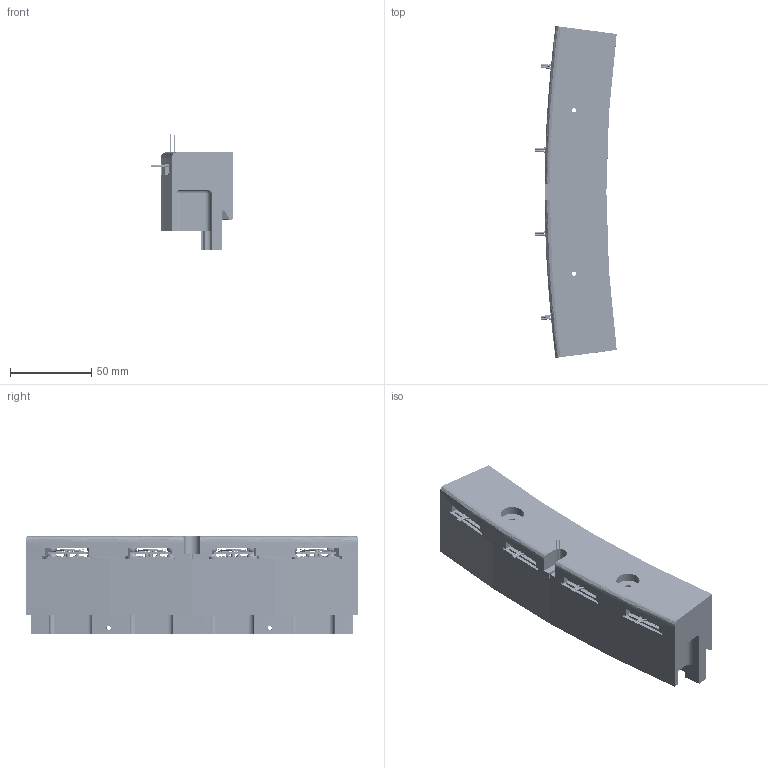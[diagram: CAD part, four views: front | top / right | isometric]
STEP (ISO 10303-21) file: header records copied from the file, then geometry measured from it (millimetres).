
FILE_DESCRIPTION (( 'STEP AP214' ), '1' );
FILE_NAME ('4PMTs_ICE_CUBE_TRAY_dt1_20180129.STEP', '2018-01-29T21:54:13', ( '' ), ( '' ), 'SwSTEP 2.0', 'SolidWorks 2016', '' );
FILE_SCHEMA (( 'AUTOMOTIVE_DESIGN' ));
Length unit declared in the file: inch
Products named in the file (8): NEW_RC_PMT_PCB_COVER_120817_dt1; R8520-406 PMT and Connector_120616_dt1; NEW_RC_PMT_SideHolder_120817_dt1; 4PMTs_ICE_CUBE_TRAY_dt1_20180129; EVERLIGHT_264-7SUBC_C470_S400-AX; LZ-1002-9554_connector_with_balls; FieldBall; new_PMTbaseConnector_wBalls_dt1
Assembly tree (16 placements, depth 3):
  4PMTs_ICE_CUBE_TRAY_dt1_20180129
    NEW_RC_PMT_SideHolder_120817_dt1
    R8520-406 PMT and Connector_120616_dt1  x4
    NEW_RC_PMT_PCB_COVER_120817_dt1
    LZ-1002-9554_connector_with_balls  x4
      new_PMTbaseConnector_wBalls_dt1
      FieldBall
    EVERLIGHT_264-7SUBC_C470_S400-AX
Bounding box: 49.99 x 203.71 x 71.52 mm (x, y, z)
Volume: 280910.6 mm3; surface area: 126336 mm2
Topology: 575 solids, 575 shells, 8311 faces, 20038 edges, 13096 vertices
Faces by surface type: plane 4412, cylinder 2814, bspline 450, cone 423, torus 212
Entity records: 102742 total; most frequent: CARTESIAN_POINT 16932, DIRECTION 11768, ORIENTED_EDGE 11300, EDGE_CURVE 5650, AXIS2_PLACEMENT_3D 4181, VERTEX_POINT 3706, LINE 3406, VECTOR 3406
